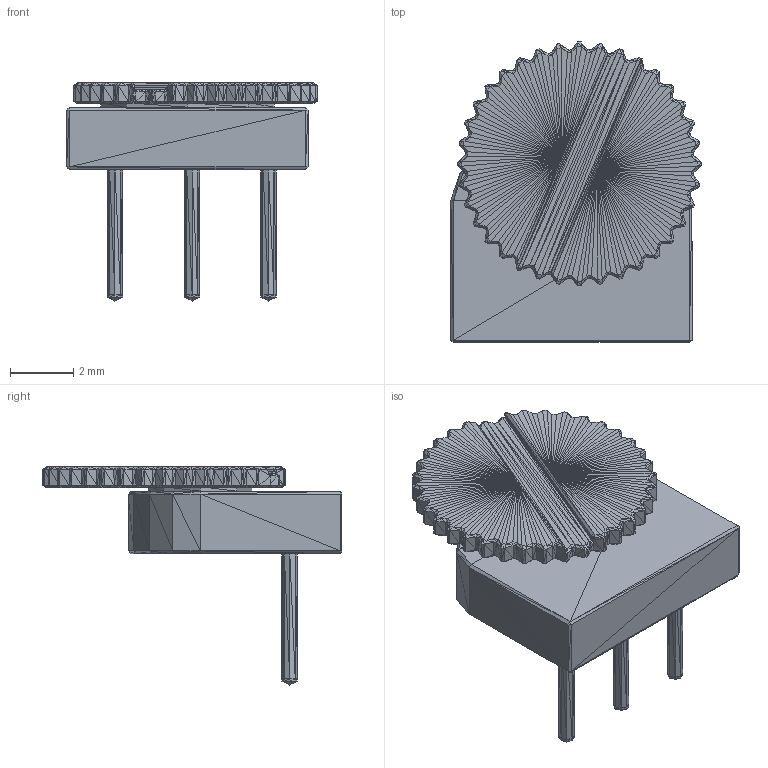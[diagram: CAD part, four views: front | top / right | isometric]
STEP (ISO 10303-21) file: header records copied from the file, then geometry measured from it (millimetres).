
FILE_DESCRIPTION (( 'STEP AP214' ), '1' );
FILE_NAME ('PRE_THUMB_Small.STEP', '2015-08-03T16:03:16', ( '' ), ( '' ), 'SwSTEP 2.0', 'SolidWorks 2015', '' );
FILE_SCHEMA (( 'AUTOMOTIVE_DESIGN' ));
Length unit declared in the file: millimetre
Products named in the file (1): PRE_THUMB_Small
Bounding box: 7.91 x 9.46 x 6.88 mm (x, y, z)
Surface area: 284.1 mm2 (no closed solid volume)
Topology: 0 solids, 7 shells, 1564 faces, 2369 edges, 813 vertices
Faces by surface type: plane 1564
Entity records: 45410 total; most frequent: DIRECTION 5499, CARTESIAN_POINT 4747, ORIENTED_EDGE 4694, VECTOR 2369, LINE 2369, EDGE_CURVE 2369, AXIS2_PLACEMENT_3D 1565, ADVANCED_FACE 1564
